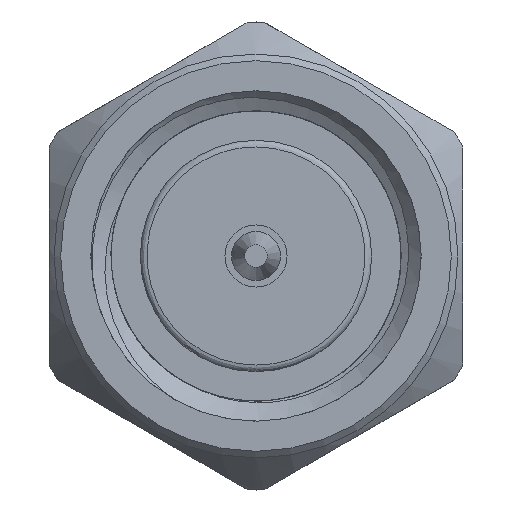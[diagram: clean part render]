
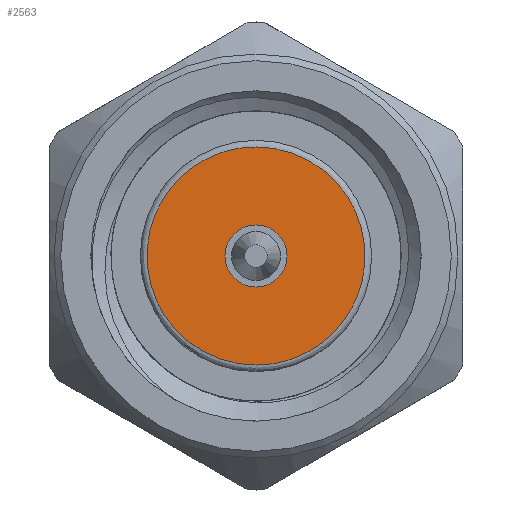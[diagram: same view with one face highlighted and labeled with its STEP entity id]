
A CAD part, left-side view. The second image highlights one B-rep face of the part: STEP entity #2563.
In plain terms, the highlighted planar face has unit normal (-1, 0, 0).
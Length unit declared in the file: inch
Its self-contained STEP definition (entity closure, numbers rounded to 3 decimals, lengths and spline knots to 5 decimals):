
#220 = VERTEX_POINT ( 'NONE', #791 ) ;
#295 = PLANE ( 'NONE',  #2202 ) ;
#569 = VERTEX_POINT ( 'NONE', #2582 ) ;
#578 = EDGE_LOOP ( 'NONE', ( #2852, #2936 ) ) ;
#791 = CARTESIAN_POINT ( 'NONE',  ( 0.11, 0., 0.0825 ) ) ;
#803 = VERTEX_POINT ( 'NONE', #1128 ) ;
#971 = ORIENTED_EDGE ( 'NONE', *, *, #3356, .F. ) ;
#975 = CARTESIAN_POINT ( 'NONE',  ( 0.11, 0., -0.0825 ) ) ;
#1077 =( BOUNDED_CURVE ( )  B_SPLINE_CURVE ( 3, ( #1991, #2996, #2700, #975 ),
 .UNSPECIFIED., .F., .T. ) 
 B_SPLINE_CURVE_WITH_KNOTS ( ( 4, 4 ),
 ( 0., 1. ),
 .UNSPECIFIED. ) 
 CURVE ( )  GEOMETRIC_REPRESENTATION_ITEM ( )  RATIONAL_B_SPLINE_CURVE ( ( 1., 0.333, 0.333, 1. ) ) 
 REPRESENTATION_ITEM ( '' )  );
#1108 = CIRCLE ( 'NONE', #1153, 0.0235 ) ;
#1119 = CARTESIAN_POINT ( 'NONE',  ( 0.11, 0., 0. ) ) ;
#1128 = CARTESIAN_POINT ( 'NONE',  ( 0.11, 0., -0.0235 ) ) ;
#1153 = AXIS2_PLACEMENT_3D ( 'NONE', #1316, #3309, #1608 ) ;
#1316 = CARTESIAN_POINT ( 'NONE',  ( 0.11, 0., 0. ) ) ;
#1524 =( BOUNDED_CURVE ( )  B_SPLINE_CURVE ( 3, ( #2647, #3194, #2082, #2358 ),
 .UNSPECIFIED., .F., .F. ) 
 B_SPLINE_CURVE_WITH_KNOTS ( ( 4, 4 ),
 ( 0., 1. ),
 .UNSPECIFIED. ) 
 CURVE ( )  GEOMETRIC_REPRESENTATION_ITEM ( )  RATIONAL_B_SPLINE_CURVE ( ( 1., 0.333, 0.333, 1. ) ) 
 REPRESENTATION_ITEM ( '' )  );
#1608 = DIRECTION ( 'NONE',  ( 0., 0., -1. ) ) ;
#1830 = FACE_OUTER_BOUND ( 'NONE', #578, .T. ) ;
#1991 = CARTESIAN_POINT ( 'NONE',  ( 0.11, 0., 0.0825 ) ) ;
#2018 = DIRECTION ( 'NONE',  ( 0., 0., -1. ) ) ;
#2082 = CARTESIAN_POINT ( 'NONE',  ( 0.11, 0.165, 0.0825 ) ) ;
#2102 = EDGE_LOOP ( 'NONE', ( #971 ) ) ;
#2202 = AXIS2_PLACEMENT_3D ( 'NONE', #1119, #3677, #2018 ) ;
#2358 = CARTESIAN_POINT ( 'NONE',  ( 0.11, 0., 0.0825 ) ) ;
#2563 = ADVANCED_FACE ( 'NONE', ( #3521, #1830 ), #295, .F. ) ;
#2582 = CARTESIAN_POINT ( 'NONE',  ( 0.11, 0., -0.0825 ) ) ;
#2647 = CARTESIAN_POINT ( 'NONE',  ( 0.11, 0., -0.0825 ) ) ;
#2700 = CARTESIAN_POINT ( 'NONE',  ( 0.11, -0.165, -0.0825 ) ) ;
#2794 = EDGE_CURVE ( 'NONE', #220, #569, #1077, .T. ) ;
#2852 = ORIENTED_EDGE ( 'NONE', *, *, #2866, .F. ) ;
#2866 = EDGE_CURVE ( 'NONE', #569, #220, #1524, .T. ) ;
#2936 = ORIENTED_EDGE ( 'NONE', *, *, #2794, .F. ) ;
#2996 = CARTESIAN_POINT ( 'NONE',  ( 0.11, -0.165, 0.0825 ) ) ;
#3194 = CARTESIAN_POINT ( 'NONE',  ( 0.11, 0.165, -0.0825 ) ) ;
#3309 = DIRECTION ( 'NONE',  ( -1., 0., 0. ) ) ;
#3356 = EDGE_CURVE ( 'NONE', #803, #803, #1108, .T. ) ;
#3521 = FACE_BOUND ( 'NONE', #2102, .T. ) ;
#3677 = DIRECTION ( 'NONE',  ( 1., 0., 0. ) ) ;
